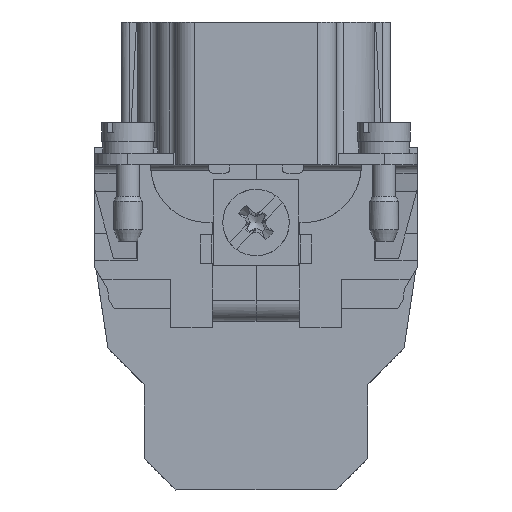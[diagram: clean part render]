
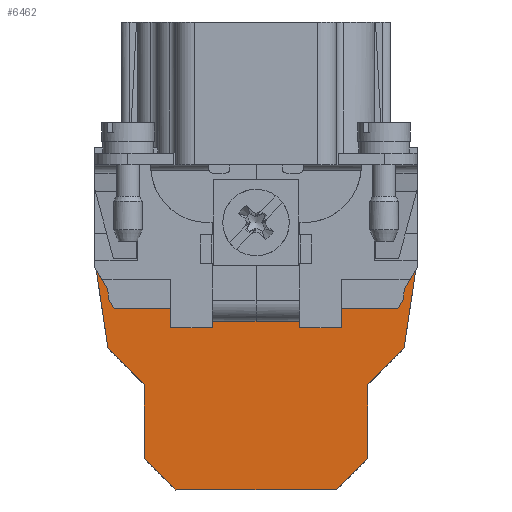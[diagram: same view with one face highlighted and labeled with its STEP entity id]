
A CAD part, left-side view. The second image highlights one B-rep face of the part: STEP entity #6462.
In plain terms, the highlighted planar face has unit normal (-1, 0, 0).
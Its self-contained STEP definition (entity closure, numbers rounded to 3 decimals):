
#5052=FACE_OUTER_BOUND('',#9530,.T.);
#6462=ADVANCED_FACE('',(#5052),#7557,.T.);
#7557=PLANE('',#32221);
#9530=EDGE_LOOP('',(#16323,#16324,#16325,#16326,#16327,#16328,#16329,#16330,
#16331,#16332,#16333,#16334,#16335,#16336,#16337,#16338,#16339,#16340,#16341));
#16323=ORIENTED_EDGE('',*,*,#20935,.F.);
#16324=ORIENTED_EDGE('',*,*,#19863,.F.);
#16325=ORIENTED_EDGE('',*,*,#21295,.F.);
#16326=ORIENTED_EDGE('',*,*,#20910,.F.);
#16327=ORIENTED_EDGE('',*,*,#21288,.F.);
#16328=ORIENTED_EDGE('',*,*,#23141,.T.);
#16329=ORIENTED_EDGE('',*,*,#23164,.F.);
#16330=ORIENTED_EDGE('',*,*,#23172,.F.);
#16331=ORIENTED_EDGE('',*,*,#23183,.F.);
#16332=ORIENTED_EDGE('',*,*,#19804,.F.);
#16333=ORIENTED_EDGE('',*,*,#23226,.F.);
#16334=ORIENTED_EDGE('',*,*,#23226,.T.);
#16335=ORIENTED_EDGE('',*,*,#19803,.F.);
#16336=ORIENTED_EDGE('',*,*,#23191,.T.);
#16337=ORIENTED_EDGE('',*,*,#23202,.T.);
#16338=ORIENTED_EDGE('',*,*,#23074,.T.);
#16339=ORIENTED_EDGE('',*,*,#23098,.F.);
#16340=ORIENTED_EDGE('',*,*,#20946,.F.);
#16341=ORIENTED_EDGE('',*,*,#20932,.F.);
#17266=VERTEX_POINT('',#39616);
#17268=VERTEX_POINT('',#39619);
#17269=VERTEX_POINT('',#39621);
#17327=VERTEX_POINT('',#39817);
#17328=VERTEX_POINT('',#39819);
#18076=VERTEX_POINT('',#42114);
#18077=VERTEX_POINT('',#42116);
#18093=VERTEX_POINT('',#42159);
#18095=VERTEX_POINT('',#42162);
#18100=VERTEX_POINT('',#42188);
#18333=VERTEX_POINT('',#43329);
#19552=VERTEX_POINT('',#47896);
#19553=VERTEX_POINT('',#47898);
#19572=VERTEX_POINT('',#47993);
#19581=VERTEX_POINT('',#48030);
#19584=VERTEX_POINT('',#48042);
#19591=VERTEX_POINT('',#48071);
#19603=VERTEX_POINT('',#48136);
#19803=EDGE_CURVE('',#17266,#17268,#24313,.T.);
#19804=EDGE_CURVE('',#17268,#17269,#24314,.T.);
#19863=EDGE_CURVE('',#17327,#17328,#24347,.T.);
#20910=EDGE_CURVE('',#18076,#18077,#25186,.T.);
#20932=EDGE_CURVE('',#18093,#18095,#25201,.T.);
#20935=EDGE_CURVE('',#17328,#18093,#25204,.T.);
#20946=EDGE_CURVE('',#18095,#18100,#25215,.T.);
#21288=EDGE_CURVE('',#18333,#18076,#25423,.T.);
#21295=EDGE_CURVE('',#18077,#17327,#25430,.T.);
#23074=EDGE_CURVE('',#19553,#19552,#26573,.T.);
#23098=EDGE_CURVE('',#18100,#19552,#26595,.T.);
#23141=EDGE_CURVE('',#18333,#19572,#26637,.T.);
#23164=EDGE_CURVE('',#19581,#19572,#26656,.T.);
#23172=EDGE_CURVE('',#19584,#19581,#26663,.T.);
#23183=EDGE_CURVE('',#17269,#19584,#26671,.T.);
#23191=EDGE_CURVE('',#17266,#19591,#26678,.T.);
#23202=EDGE_CURVE('',#19591,#19553,#26686,.T.);
#23226=EDGE_CURVE('',#19603,#17268,#26709,.T.);
#24313=LINE('',#39618,#26890);
#24314=LINE('',#39620,#26891);
#24347=LINE('',#39818,#26924);
#25186=LINE('',#42115,#27763);
#25201=LINE('',#42161,#27778);
#25204=LINE('',#42167,#27781);
#25215=LINE('',#42187,#27792);
#25423=LINE('',#43330,#28000);
#25430=LINE('',#43342,#28007);
#26573=LINE('',#47897,#29150);
#26595=LINE('',#47929,#29172);
#26637=LINE('',#47994,#29214);
#26656=LINE('',#48031,#29233);
#26663=LINE('',#48043,#29240);
#26671=LINE('',#48060,#29248);
#26678=LINE('',#48072,#29255);
#26686=LINE('',#48089,#29263);
#26709=LINE('',#48135,#29286);
#26890=VECTOR('',#32405,1.);
#26891=VECTOR('',#32406,1.);
#26924=VECTOR('',#32443,1.);
#27763=VECTOR('',#34280,1.);
#27778=VECTOR('',#34321,1.);
#27781=VECTOR('',#34326,1.);
#27792=VECTOR('',#34349,1.);
#28000=VECTOR('',#35101,1.);
#28007=VECTOR('',#35116,1.);
#29150=VECTOR('',#38309,1.);
#29172=VECTOR('',#38339,1.);
#29214=VECTOR('',#38399,1.);
#29233=VECTOR('',#38436,1.);
#29240=VECTOR('',#38447,1.);
#29248=VECTOR('',#38465,1.);
#29255=VECTOR('',#38476,1.);
#29263=VECTOR('',#38494,1.);
#29286=VECTOR('',#38549,1.);
#32221=AXIS2_PLACEMENT_3D('',#48137,#38550,#38551);
#32405=DIRECTION('',(0.,1.,0.));
#32406=DIRECTION('',(0.,1.,0.));
#32443=DIRECTION('',(0.,-1.,0.));
#34280=DIRECTION('',(0.,-0.087,-0.996));
#34321=DIRECTION('',(0.,-0.087,0.996));
#34326=DIRECTION('',(0.,-0.5,0.866));
#34349=DIRECTION('',(0.,-0.5,0.866));
#35101=DIRECTION('',(0.,-0.5,-0.866));
#35116=DIRECTION('',(0.,-0.5,-0.866));
#38309=DIRECTION('',(0.,-0.707,0.707));
#38339=DIRECTION('',(0.,0.149,-0.989));
#38399=DIRECTION('',(0.,-0.149,-0.989));
#38436=DIRECTION('',(0.,0.707,0.707));
#38447=DIRECTION('',(0.,0.,1.));
#38465=DIRECTION('',(0.,0.707,0.707));
#38476=DIRECTION('',(0.,-0.707,0.707));
#38494=DIRECTION('',(0.,0.,1.));
#38549=DIRECTION('',(0.,0.,-1.));
#38550=DIRECTION('',(-1.,0.,0.));
#38551=DIRECTION('',(0.,0.,1.));
#39616=CARTESIAN_POINT('',(-26.85,-8.5,-34.3));
#39618=CARTESIAN_POINT('',(-26.85,8.5,-34.3));
#39619=CARTESIAN_POINT('',(-26.85,0.,-34.3));
#39620=CARTESIAN_POINT('',(-26.85,0.,-34.3));
#39621=CARTESIAN_POINT('',(-26.85,8.5,-34.3));
#39817=CARTESIAN_POINT('',(-26.85,14.96,-15.2));
#39818=CARTESIAN_POINT('',(-26.85,17.85,-15.2));
#39819=CARTESIAN_POINT('',(-26.85,-14.96,-15.2));
#42114=CARTESIAN_POINT('',(-26.85,15.627,-13.178));
#42115=CARTESIAN_POINT('',(-26.85,16.652,-1.457));
#42116=CARTESIAN_POINT('',(-26.85,15.537,-14.2));
#42159=CARTESIAN_POINT('',(-26.85,-15.537,-14.2));
#42161=CARTESIAN_POINT('',(-26.85,-15.627,-13.178));
#42162=CARTESIAN_POINT('',(-26.85,-15.627,-13.178));
#42167=CARTESIAN_POINT('',(-26.85,-15.537,-14.2));
#42187=CARTESIAN_POINT('',(-26.85,-17.,-10.8));
#42188=CARTESIAN_POINT('',(-26.85,-16.855,-11.052));
#43329=CARTESIAN_POINT('',(-26.85,16.855,-11.052));
#43330=CARTESIAN_POINT('',(-26.85,17.427,-10.061));
#43342=CARTESIAN_POINT('',(-26.85,17.802,-10.278));
#47896=CARTESIAN_POINT('',(-26.85,-15.6,-19.4));
#47897=CARTESIAN_POINT('',(-26.85,-11.8,-23.2));
#47898=CARTESIAN_POINT('',(-26.85,-11.8,-23.2));
#47929=CARTESIAN_POINT('',(-26.85,-16.9,-10.75));
#47993=CARTESIAN_POINT('',(-26.85,15.6,-19.4));
#47994=CARTESIAN_POINT('',(-26.85,16.9,-10.75));
#48030=CARTESIAN_POINT('',(-26.85,11.8,-23.2));
#48031=CARTESIAN_POINT('',(-26.85,11.8,-23.2));
#48042=CARTESIAN_POINT('',(-26.85,11.8,-31.));
#48043=CARTESIAN_POINT('',(-26.85,11.8,-31.));
#48060=CARTESIAN_POINT('',(-26.85,8.5,-34.3));
#48071=CARTESIAN_POINT('',(-26.85,-11.8,-31.));
#48072=CARTESIAN_POINT('',(-26.85,-8.5,-34.3));
#48089=CARTESIAN_POINT('',(-26.85,-11.8,-31.));
#48135=CARTESIAN_POINT('',(-26.85,0.,-6.5));
#48136=CARTESIAN_POINT('',(-26.85,0.,-33.4));
#48137=CARTESIAN_POINT('',(-26.85,0.,0.));
